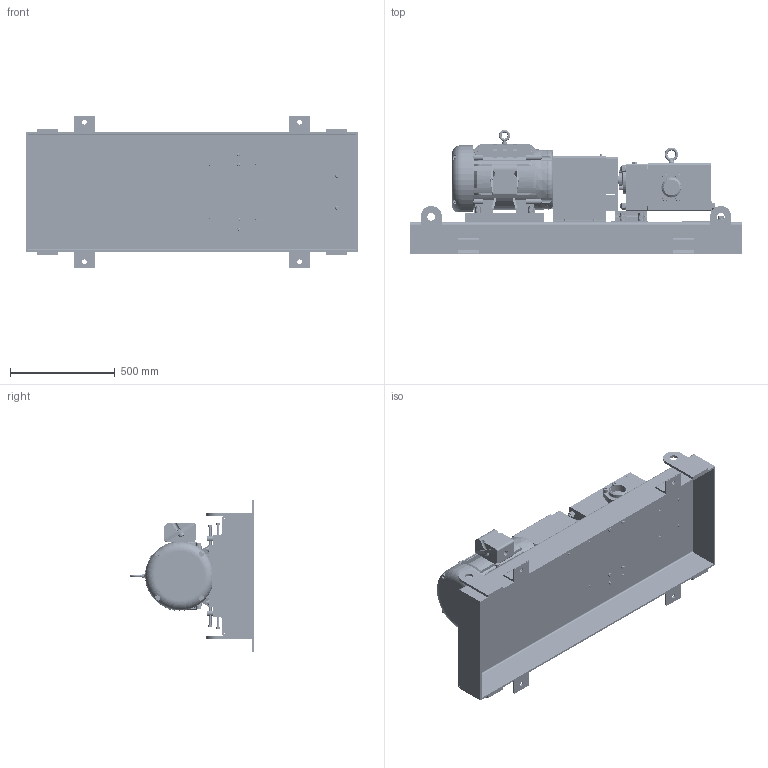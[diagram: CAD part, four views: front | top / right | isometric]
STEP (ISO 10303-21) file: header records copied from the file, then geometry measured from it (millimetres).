
FILE_DESCRIPTION (( 'STEP AP214' ), '1' );
FILE_NAME ('GPV-1440-030-U.STEP', '2019-09-25T21:38:22', ( '' ), ( '' ), 'SwSTEP 2.0', 'SolidWorks 2018', '' );
FILE_SCHEMA (( 'AUTOMOTIVE_DESIGN' ));
Length unit declared in the file: inch
Products named in the file (1): GPV-1440-030-U
Bounding box: 1587.5 x 593.09 x 730.25 mm (x, y, z)
Volume: 86430346.6 mm3; surface area: 7461546.1 mm2
Topology: 135 solids, 135 shells, 7006 faces, 17446 edges, 10997 vertices
Faces by surface type: plane 3177, cylinder 1791, cone 1076, bspline 550, torus 402, sphere 10
Entity records: 297422 total; most frequent: CARTESIAN_POINT 113805, ORIENTED_EDGE 34762, DIRECTION 31935, EDGE_CURVE 17381, AXIS2_PLACEMENT_3D 11465, VERTEX_POINT 10992, LINE 9005, VECTOR 9005
